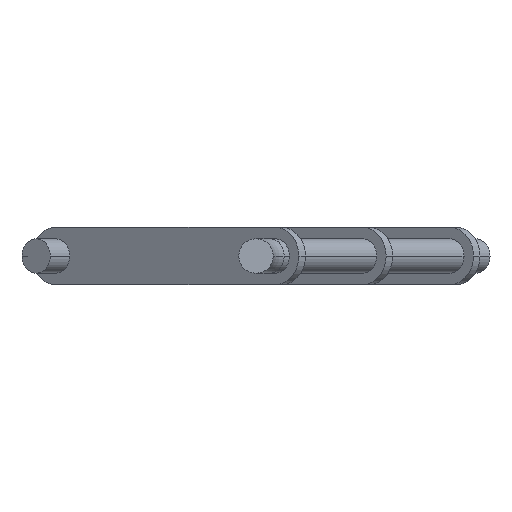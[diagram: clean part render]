
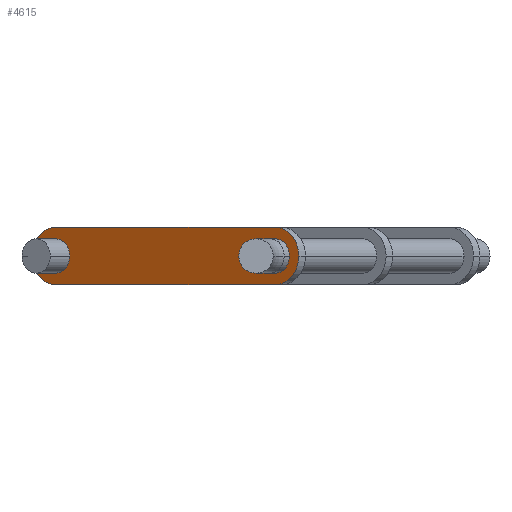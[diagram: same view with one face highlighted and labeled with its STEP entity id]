
A CAD part, front view. The second image highlights one B-rep face of the part: STEP entity #4615.
In plain terms, the highlighted planar face has unit normal (-0.574, -0.819, 0).
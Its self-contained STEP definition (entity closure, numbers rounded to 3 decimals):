
#59 = DIRECTION ( 'NONE',  ( 0.819, -0.574, 0. ) ) ;
#149 = EDGE_CURVE ( 'NONE', #4859, #6268, #2110, .T. ) ;
#284 = VERTEX_POINT ( 'NONE', #875 ) ;
#346 = AXIS2_PLACEMENT_3D ( 'NONE', #6304, #2983, #6853 ) ;
#536 = ORIENTED_EDGE ( 'NONE', *, *, #2237, .T. ) ;
#648 = CIRCLE ( 'NONE', #3567, 10. ) ;
#715 = CARTESIAN_POINT ( 'NONE',  ( 11.65, 424.7, 0. ) ) ;
#737 = CARTESIAN_POINT ( 'NONE',  ( 6.73, 428.145, 10. ) ) ;
#862 = CARTESIAN_POINT ( 'NONE',  ( 1.821, 431.583, 0. ) ) ;
#866 = VERTEX_POINT ( 'NONE', #2843 ) ;
#875 = CARTESIAN_POINT ( 'NONE',  ( -74.744, 485.194, 0. ) ) ;
#877 = PLANE ( 'NONE',  #5106 ) ;
#952 = ORIENTED_EDGE ( 'NONE', *, *, #2777, .F. ) ;
#1173 = CARTESIAN_POINT ( 'NONE',  ( -69.829, 481.752, 0. ) ) ;
#1207 = EDGE_CURVE ( 'NONE', #6268, #866, #6551, .T. ) ;
#1243 = FACE_BOUND ( 'NONE', #5366, .T. ) ;
#1292 = CARTESIAN_POINT ( 'NONE',  ( 14.921, 422.409, 10. ) ) ;
#1471 = DIRECTION ( 'NONE',  ( -0.574, -0.819, 0. ) ) ;
#1511 = DIRECTION ( 'NONE',  ( 0.819, -0.574, 0. ) ) ;
#1514 = DIRECTION ( 'NONE',  ( -0.574, -0.819, 0. ) ) ;
#1523 = CARTESIAN_POINT ( 'NONE',  ( -69.829, 481.752, 0. ) ) ;
#1666 = LINE ( 'NONE', #1292, #4514 ) ;
#1685 = DIRECTION ( 'NONE',  ( -0.574, -0.819, 0. ) ) ;
#1720 = CARTESIAN_POINT ( 'NONE',  ( -78.02, 487.488, 0. ) ) ;
#1772 = DIRECTION ( 'NONE',  ( 0.819, -0.574, 0. ) ) ;
#1888 = DIRECTION ( 'NONE',  ( 0.819, -0.574, 0. ) ) ;
#1910 = CARTESIAN_POINT ( 'NONE',  ( 6.73, 428.145, 0. ) ) ;
#2019 = CARTESIAN_POINT ( 'NONE',  ( 14.921, 422.409, -10. ) ) ;
#2037 = AXIS2_PLACEMENT_3D ( 'NONE', #3456, #7330, #4023 ) ;
#2104 = ORIENTED_EDGE ( 'NONE', *, *, #3766, .F. ) ;
#2110 = CIRCLE ( 'NONE', #6368, 10. ) ;
#2146 = EDGE_CURVE ( 'NONE', #7104, #7255, #3887, .T. ) ;
#2175 = EDGE_LOOP ( 'NONE', ( #2823, #3096, #2937, #536, #6007, #952 ) ) ;
#2229 = VERTEX_POINT ( 'NONE', #715 ) ;
#2237 = EDGE_CURVE ( 'NONE', #866, #7104, #648, .T. ) ;
#2250 = VECTOR ( 'NONE', #59, 1000. ) ;
#2294 = CIRCLE ( 'NONE', #6501, 6. ) ;
#2337 = AXIS2_PLACEMENT_3D ( 'NONE', #5077, #1685, #5649 ) ;
#2416 = CARTESIAN_POINT ( 'NONE',  ( 6.735, 428.141, 0. ) ) ;
#2481 = CIRCLE ( 'NONE', #346, 6. ) ;
#2501 = DIRECTION ( 'NONE',  ( 0.819, -0.574, 0. ) ) ;
#2695 = ORIENTED_EDGE ( 'NONE', *, *, #6053, .T. ) ;
#2777 = EDGE_CURVE ( 'NONE', #4786, #7255, #1666, .T. ) ;
#2823 = ORIENTED_EDGE ( 'NONE', *, *, #5569, .T. ) ;
#2843 = CARTESIAN_POINT ( 'NONE',  ( 6.73, 428.145, -10. ) ) ;
#2937 = ORIENTED_EDGE ( 'NONE', *, *, #1207, .T. ) ;
#2983 = DIRECTION ( 'NONE',  ( 0.574, 0.819, 0. ) ) ;
#2996 = DIRECTION ( 'NONE',  ( 0.819, -0.574, 0. ) ) ;
#3096 = ORIENTED_EDGE ( 'NONE', *, *, #149, .T. ) ;
#3285 = CARTESIAN_POINT ( 'NONE',  ( -69.829, 481.752, 0. ) ) ;
#3456 = CARTESIAN_POINT ( 'NONE',  ( 6.73, 428.145, 0. ) ) ;
#3567 = AXIS2_PLACEMENT_3D ( 'NONE', #1910, #5859, #2501 ) ;
#3766 = EDGE_CURVE ( 'NONE', #284, #4691, #4334, .T. ) ;
#3831 = EDGE_CURVE ( 'NONE', #2229, #5726, #2294, .T. ) ;
#3833 = DIRECTION ( 'NONE',  ( 0.819, -0.574, 0. ) ) ;
#3887 = CIRCLE ( 'NONE', #2037, 10. ) ;
#4023 = DIRECTION ( 'NONE',  ( 0.819, -0.574, 0. ) ) ;
#4253 = CIRCLE ( 'NONE', #6008, 10. ) ;
#4334 = CIRCLE ( 'NONE', #4640, 6. ) ;
#4482 = CIRCLE ( 'NONE', #2337, 6. ) ;
#4514 = VECTOR ( 'NONE', #1888, 1000. ) ;
#4615 = ADVANCED_FACE ( 'NONE', ( #1243, #7056, #7211 ), #877, .T. ) ;
#4640 = AXIS2_PLACEMENT_3D ( 'NONE', #1173, #5163, #1772 ) ;
#4691 = VERTEX_POINT ( 'NONE', #6587 ) ;
#4772 = CARTESIAN_POINT ( 'NONE',  ( -69.829, 481.752, -10. ) ) ;
#4786 = VERTEX_POINT ( 'NONE', #5575 ) ;
#4859 = VERTEX_POINT ( 'NONE', #1720 ) ;
#5077 = CARTESIAN_POINT ( 'NONE',  ( -69.829, 481.752, 0. ) ) ;
#5106 = AXIS2_PLACEMENT_3D ( 'NONE', #2019, #1471, #5439 ) ;
#5163 = DIRECTION ( 'NONE',  ( -0.574, -0.819, 0. ) ) ;
#5259 = ORIENTED_EDGE ( 'NONE', *, *, #3831, .T. ) ;
#5366 = EDGE_LOOP ( 'NONE', ( #2695, #5259 ) ) ;
#5439 = DIRECTION ( 'NONE',  ( 0.819, -0.574, 0. ) ) ;
#5569 = EDGE_CURVE ( 'NONE', #4786, #4859, #4253, .T. ) ;
#5575 = CARTESIAN_POINT ( 'NONE',  ( -69.829, 481.752, 10. ) ) ;
#5649 = DIRECTION ( 'NONE',  ( 0.819, -0.574, 0. ) ) ;
#5726 = VERTEX_POINT ( 'NONE', #862 ) ;
#5800 = EDGE_LOOP ( 'NONE', ( #6124, #2104 ) ) ;
#5859 = DIRECTION ( 'NONE',  ( -0.574, -0.819, 0. ) ) ;
#6007 = ORIENTED_EDGE ( 'NONE', *, *, #2146, .T. ) ;
#6008 = AXIS2_PLACEMENT_3D ( 'NONE', #3285, #7155, #3833 ) ;
#6053 = EDGE_CURVE ( 'NONE', #5726, #2229, #2481, .T. ) ;
#6124 = ORIENTED_EDGE ( 'NONE', *, *, #6135, .F. ) ;
#6135 = EDGE_CURVE ( 'NONE', #4691, #284, #4482, .T. ) ;
#6268 = VERTEX_POINT ( 'NONE', #4772 ) ;
#6304 = CARTESIAN_POINT ( 'NONE',  ( 6.735, 428.141, 0. ) ) ;
#6320 = DIRECTION ( 'NONE',  ( 0.574, 0.819, 0. ) ) ;
#6368 = AXIS2_PLACEMENT_3D ( 'NONE', #1523, #1514, #1511 ) ;
#6501 = AXIS2_PLACEMENT_3D ( 'NONE', #2416, #6320, #2996 ) ;
#6551 = LINE ( 'NONE', #6886, #2250 ) ;
#6587 = CARTESIAN_POINT ( 'NONE',  ( -64.914, 478.311, 0. ) ) ;
#6589 = CARTESIAN_POINT ( 'NONE',  ( 14.921, 422.409, 0. ) ) ;
#6853 = DIRECTION ( 'NONE',  ( 0.819, -0.574, 0. ) ) ;
#6886 = CARTESIAN_POINT ( 'NONE',  ( 14.921, 422.409, -10. ) ) ;
#7056 = FACE_OUTER_BOUND ( 'NONE', #2175, .T. ) ;
#7104 = VERTEX_POINT ( 'NONE', #6589 ) ;
#7155 = DIRECTION ( 'NONE',  ( -0.574, -0.819, 0. ) ) ;
#7211 = FACE_BOUND ( 'NONE', #5800, .T. ) ;
#7255 = VERTEX_POINT ( 'NONE', #737 ) ;
#7330 = DIRECTION ( 'NONE',  ( -0.574, -0.819, 0. ) ) ;
